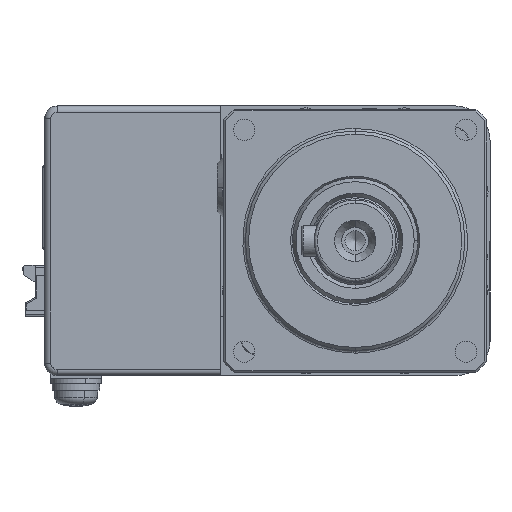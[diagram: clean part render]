
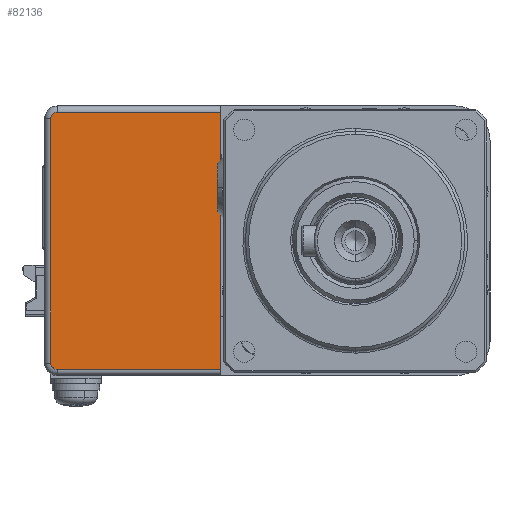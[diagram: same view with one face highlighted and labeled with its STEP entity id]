
A CAD part, left-side view. The second image highlights one B-rep face of the part: STEP entity #82136.
In plain terms, the highlighted planar face has unit normal (-1, 0, 0).
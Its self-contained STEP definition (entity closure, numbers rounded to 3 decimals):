
#1314 = ORIENTED_EDGE ( 'NONE', *, *, #90684, .T. ) ;
#1689 = DIRECTION ( 'NONE',  ( 1., 0., 0. ) ) ;
#1914 = ORIENTED_EDGE ( 'NONE', *, *, #112691, .T. ) ;
#2845 = VERTEX_POINT ( 'NONE', #46154 ) ;
#10558 = DIRECTION ( 'NONE',  ( 0., 0., -1. ) ) ;
#10941 = LINE ( 'NONE', #152654, #35513 ) ;
#18498 = EDGE_CURVE ( 'NONE', #75691, #2845, #115302, .T. ) ;
#27761 = ORIENTED_EDGE ( 'NONE', *, *, #145577, .F. ) ;
#33029 = CIRCLE ( 'NONE', #128251, 1. ) ;
#33339 = ORIENTED_EDGE ( 'NONE', *, *, #52224, .T. ) ;
#35513 = VECTOR ( 'NONE', #10558, 1000. ) ;
#40127 = VECTOR ( 'NONE', #166183, 1000. ) ;
#46154 = CARTESIAN_POINT ( 'NONE',  ( -46., 69., -1. ) ) ;
#47560 = CARTESIAN_POINT ( 'NONE',  ( -46., 70., -2. ) ) ;
#48999 = VERTEX_POINT ( 'NONE', #88885 ) ;
#50207 = DIRECTION ( 'NONE',  ( 0., 0., -1. ) ) ;
#50743 = DIRECTION ( 'NONE',  ( 0., 0., -1. ) ) ;
#52224 = EDGE_CURVE ( 'NONE', #66863, #74242, #123130, .T. ) ;
#57126 = VECTOR ( 'NONE', #122491, 1000. ) ;
#59104 = CIRCLE ( 'NONE', #103876, 1. ) ;
#62516 = VECTOR ( 'NONE', #50743, 1000. ) ;
#66863 = VERTEX_POINT ( 'NONE', #78988 ) ;
#68491 = CARTESIAN_POINT ( 'NONE',  ( -46., 43., -42. ) ) ;
#72414 = CARTESIAN_POINT ( 'NONE',  ( -46., 0., 0. ) ) ;
#73642 = PLANE ( 'NONE',  #134835 ) ;
#74242 = VERTEX_POINT ( 'NONE', #68491 ) ;
#75691 = VERTEX_POINT ( 'NONE', #121060 ) ;
#78988 = CARTESIAN_POINT ( 'NONE',  ( -46., 69., -42. ) ) ;
#79190 = DIRECTION ( 'NONE',  ( -1., 0., 0. ) ) ;
#82136 = ADVANCED_FACE ( 'NONE', ( #110103 ), #73642, .F. ) ;
#86150 = DIRECTION ( 'NONE',  ( 0., 0., -1. ) ) ;
#88885 = CARTESIAN_POINT ( 'NONE',  ( -46., 70., -41. ) ) ;
#90684 = EDGE_CURVE ( 'NONE', #2845, #115620, #59104, .T. ) ;
#91485 = CARTESIAN_POINT ( 'NONE',  ( -46., 69., -2. ) ) ;
#93262 = CARTESIAN_POINT ( 'NONE',  ( -46., 70., 0. ) ) ;
#93985 = EDGE_CURVE ( 'NONE', #48999, #66863, #33029, .T. ) ;
#100329 = EDGE_LOOP ( 'NONE', ( #136627, #33339, #27761, #129046, #1314, #1914 ) ) ;
#103876 = AXIS2_PLACEMENT_3D ( 'NONE', #91485, #120978, #50207 ) ;
#106829 = CARTESIAN_POINT ( 'NONE',  ( -46., 0., -1. ) ) ;
#110103 = FACE_OUTER_BOUND ( 'NONE', #100329, .T. ) ;
#112691 = EDGE_CURVE ( 'NONE', #115620, #48999, #176642, .T. ) ;
#115302 = LINE ( 'NONE', #106829, #57126 ) ;
#115620 = VERTEX_POINT ( 'NONE', #47560 ) ;
#120978 = DIRECTION ( 'NONE',  ( -1., 0., 0. ) ) ;
#121060 = CARTESIAN_POINT ( 'NONE',  ( -46., 43., -1. ) ) ;
#122491 = DIRECTION ( 'NONE',  ( 0., 1., 0. ) ) ;
#123130 = LINE ( 'NONE', #165549, #40127 ) ;
#128251 = AXIS2_PLACEMENT_3D ( 'NONE', #179180, #79190, #137310 ) ;
#129046 = ORIENTED_EDGE ( 'NONE', *, *, #18498, .T. ) ;
#134835 = AXIS2_PLACEMENT_3D ( 'NONE', #72414, #1689, #86150 ) ;
#136627 = ORIENTED_EDGE ( 'NONE', *, *, #93985, .T. ) ;
#137310 = DIRECTION ( 'NONE',  ( 0., 0., -1. ) ) ;
#145577 = EDGE_CURVE ( 'NONE', #75691, #74242, #10941, .T. ) ;
#152654 = CARTESIAN_POINT ( 'NONE',  ( -46., 43., 0. ) ) ;
#165549 = CARTESIAN_POINT ( 'NONE',  ( -46., 43., -42. ) ) ;
#166183 = DIRECTION ( 'NONE',  ( 0., -1., 0. ) ) ;
#176642 = LINE ( 'NONE', #93262, #62516 ) ;
#179180 = CARTESIAN_POINT ( 'NONE',  ( -46., 69., -41. ) ) ;
